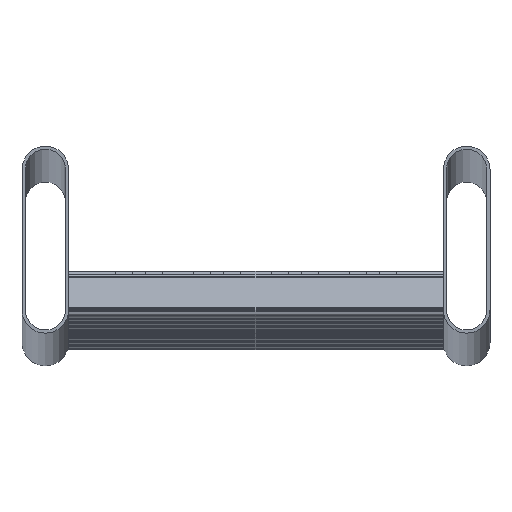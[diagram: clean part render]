
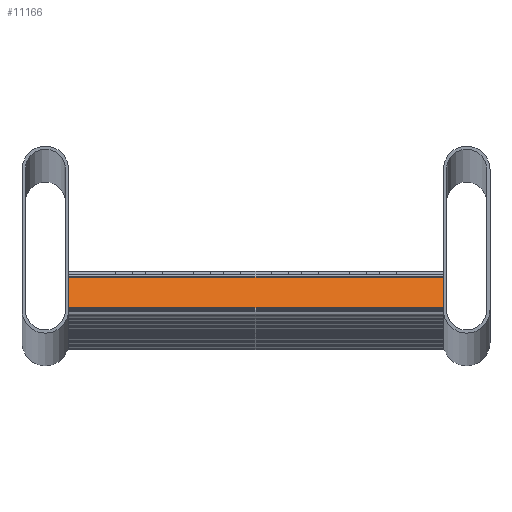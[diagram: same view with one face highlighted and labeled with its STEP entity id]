
A CAD part, top view. The second image highlights one B-rep face of the part: STEP entity #11166.
In plain terms, the highlighted planar face has unit normal (0, 0.314, 0.949).
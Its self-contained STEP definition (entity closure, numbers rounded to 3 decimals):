
#805 = CARTESIAN_POINT ( 'NONE',  ( 60., -21.715, 2889.374 ) ) ;
#3720 = VERTEX_POINT ( 'NONE', #28347 ) ;
#4153 = DIRECTION ( 'NONE',  ( 0., 0.949, -0.314 ) ) ;
#5681 = LINE ( 'NONE', #23662, #25265 ) ;
#6178 = DIRECTION ( 'NONE',  ( 0., 0.949, -0.314 ) ) ;
#6275 = CARTESIAN_POINT ( 'NONE',  ( 60., -11.715, 2886.067 ) ) ;
#8896 = FACE_OUTER_BOUND ( 'NONE', #11158, .T. ) ;
#9181 = CARTESIAN_POINT ( 'NONE',  ( 60., -21.715, 2889.374 ) ) ;
#10270 = CARTESIAN_POINT ( 'NONE',  ( 60., -11.715, 2886.067 ) ) ;
#11158 = EDGE_LOOP ( 'NONE', ( #48261, #16436, #24925, #38091 ) ) ;
#11166 = ADVANCED_FACE ( 'NONE', ( #8896 ), #18172, .T. ) ;
#16436 = ORIENTED_EDGE ( 'NONE', *, *, #43345, .F. ) ;
#18172 = PLANE ( 'NONE',  #33375 ) ;
#18765 = VECTOR ( 'NONE', #45477, 1000. ) ;
#21885 = LINE ( 'NONE', #805, #41492 ) ;
#22091 = DIRECTION ( 'NONE',  ( 0., -0.949, 0.314 ) ) ;
#23662 = CARTESIAN_POINT ( 'NONE',  ( -60., -11.715, 2886.067 ) ) ;
#24925 = ORIENTED_EDGE ( 'NONE', *, *, #47113, .T. ) ;
#25265 = VECTOR ( 'NONE', #4153, 1000. ) ;
#25678 = CARTESIAN_POINT ( 'NONE',  ( 60., -11.715, 2886.067 ) ) ;
#25817 = VERTEX_POINT ( 'NONE', #49470 ) ;
#26266 = VECTOR ( 'NONE', #6178, 1000. ) ;
#28347 = CARTESIAN_POINT ( 'NONE',  ( 60., -11.715, 2886.067 ) ) ;
#30657 = CARTESIAN_POINT ( 'NONE',  ( -60., -11.715, 2886.067 ) ) ;
#33375 = AXIS2_PLACEMENT_3D ( 'NONE', #10270, #45550, #22091 ) ;
#34116 = VERTEX_POINT ( 'NONE', #30657 ) ;
#37907 = LINE ( 'NONE', #25678, #26266 ) ;
#38091 = ORIENTED_EDGE ( 'NONE', *, *, #48663, .T. ) ;
#39593 = LINE ( 'NONE', #6275, #18765 ) ;
#39776 = DIRECTION ( 'NONE',  ( -1., 0., 0. ) ) ;
#40488 = EDGE_CURVE ( 'NONE', #25817, #34116, #5681, .T. ) ;
#41492 = VECTOR ( 'NONE', #39776, 1000. ) ;
#43345 = EDGE_CURVE ( 'NONE', #48488, #25817, #21885, .T. ) ;
#45477 = DIRECTION ( 'NONE',  ( -1., 0., 0. ) ) ;
#45550 = DIRECTION ( 'NONE',  ( 0., 0.314, 0.949 ) ) ;
#47113 = EDGE_CURVE ( 'NONE', #48488, #3720, #37907, .T. ) ;
#48261 = ORIENTED_EDGE ( 'NONE', *, *, #40488, .F. ) ;
#48488 = VERTEX_POINT ( 'NONE', #9181 ) ;
#48663 = EDGE_CURVE ( 'NONE', #3720, #34116, #39593, .T. ) ;
#49470 = CARTESIAN_POINT ( 'NONE',  ( -60., -21.715, 2889.374 ) ) ;
